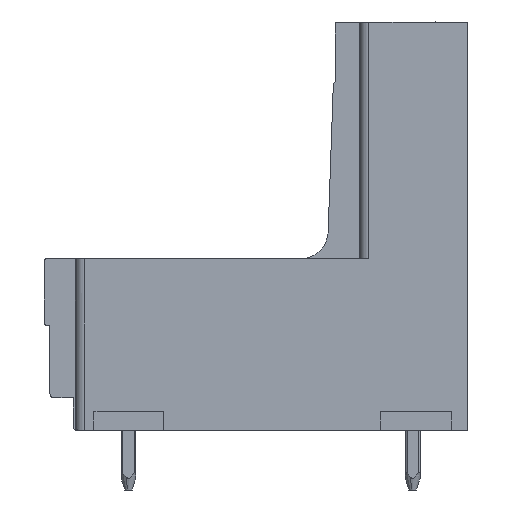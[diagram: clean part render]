
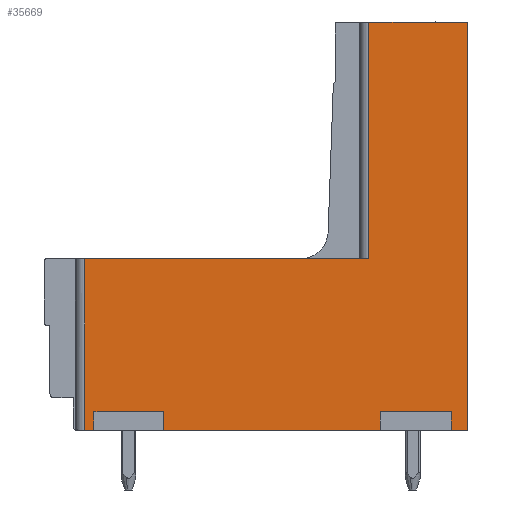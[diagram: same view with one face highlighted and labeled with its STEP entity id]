
A CAD part, left-side view. The second image highlights one B-rep face of the part: STEP entity #35669.
In plain terms, the highlighted planar face has unit normal (-1, 0, 0).
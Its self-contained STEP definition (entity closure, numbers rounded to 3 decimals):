
#35608=AXIS2_PLACEMENT_3D('Plane Axis2P3D',#35605,#35606,#35607) ;
#194=CARTESIAN_POINT('Vertex',(0.,0.,3.2)) ;
#197=CARTESIAN_POINT('Line Origine',(0.,0.435,3.2)) ;
#201=CARTESIAN_POINT('Vertex',(0.,0.87,3.2)) ;
#250=CARTESIAN_POINT('Vertex',(0.,4.69,3.2)) ;
#253=CARTESIAN_POINT('Line Origine',(0.,10.495,3.2)) ;
#257=CARTESIAN_POINT('Vertex',(0.,16.3,3.2)) ;
#278=CARTESIAN_POINT('Vertex',(0.,20.04,3.2)) ;
#281=CARTESIAN_POINT('Line Origine',(0.,20.29,3.2)) ;
#285=CARTESIAN_POINT('Vertex',(0.,20.54,3.2)) ;
#31064=CARTESIAN_POINT('Vertex',(0.,5.3,25.1)) ;
#31067=CARTESIAN_POINT('Line Origine',(0.,2.65,25.1)) ;
#31071=CARTESIAN_POINT('Vertex',(0.,0.,25.1)) ;
#34908=CARTESIAN_POINT('Line Origine',(0.,0.,14.15)) ;
#35525=CARTESIAN_POINT('Line Origine',(0.,20.54,14.15)) ;
#35529=CARTESIAN_POINT('Vertex',(0.,20.54,12.4)) ;
#35590=CARTESIAN_POINT('Vertex',(0.,5.3,12.4)) ;
#35593=CARTESIAN_POINT('Line Origine',(0.,5.3,14.15)) ;
#35605=CARTESIAN_POINT('Axis2P3D Location',(0.,0.,0.)) ;
#35610=CARTESIAN_POINT('Line Origine',(0.,12.92,12.4)) ;
#35615=CARTESIAN_POINT('Line Origine',(0.,20.04,3.7)) ;
#35619=CARTESIAN_POINT('Vertex',(0.,20.04,4.2)) ;
#35622=CARTESIAN_POINT('Line Origine',(0.,18.17,4.2)) ;
#35626=CARTESIAN_POINT('Vertex',(0.,16.3,4.2)) ;
#35629=CARTESIAN_POINT('Line Origine',(0.,16.3,3.7)) ;
#35634=CARTESIAN_POINT('Line Origine',(0.,4.69,3.7)) ;
#35638=CARTESIAN_POINT('Vertex',(0.,4.69,4.2)) ;
#35641=CARTESIAN_POINT('Line Origine',(0.,2.78,4.2)) ;
#35645=CARTESIAN_POINT('Vertex',(0.,0.87,4.2)) ;
#35648=CARTESIAN_POINT('Line Origine',(0.,0.87,3.7)) ;
#198=DIRECTION('Vector Direction',(0.,1.,0.)) ;
#254=DIRECTION('Vector Direction',(0.,1.,0.)) ;
#282=DIRECTION('Vector Direction',(0.,1.,0.)) ;
#31068=DIRECTION('Vector Direction',(0.,-1.,0.)) ;
#34909=DIRECTION('Vector Direction',(0.,0.,-1.)) ;
#35526=DIRECTION('Vector Direction',(0.,0.,1.)) ;
#35594=DIRECTION('Vector Direction',(0.,0.,1.)) ;
#35606=DIRECTION('Axis2P3D Direction',(-1.,0.,0.)) ;
#35607=DIRECTION('Axis2P3D XDirection',(0.,0.,1.)) ;
#35611=DIRECTION('Vector Direction',(0.,-1.,0.)) ;
#35616=DIRECTION('Vector Direction',(0.,0.,-1.)) ;
#35623=DIRECTION('Vector Direction',(0.,-1.,0.)) ;
#35630=DIRECTION('Vector Direction',(0.,0.,1.)) ;
#35635=DIRECTION('Vector Direction',(0.,0.,-1.)) ;
#35642=DIRECTION('Vector Direction',(0.,-1.,0.)) ;
#35649=DIRECTION('Vector Direction',(0.,0.,1.)) ;
#199=VECTOR('Line Direction',#198,1.) ;
#255=VECTOR('Line Direction',#254,1.) ;
#283=VECTOR('Line Direction',#282,1.) ;
#31069=VECTOR('Line Direction',#31068,1.) ;
#34910=VECTOR('Line Direction',#34909,1.) ;
#35527=VECTOR('Line Direction',#35526,1.) ;
#35595=VECTOR('Line Direction',#35594,1.) ;
#35612=VECTOR('Line Direction',#35611,1.) ;
#35617=VECTOR('Line Direction',#35616,1.) ;
#35624=VECTOR('Line Direction',#35623,1.) ;
#35631=VECTOR('Line Direction',#35630,1.) ;
#35636=VECTOR('Line Direction',#35635,1.) ;
#35643=VECTOR('Line Direction',#35642,1.) ;
#35650=VECTOR('Line Direction',#35649,1.) ;
#35654=ORIENTED_EDGE('',*,*,#35614,.F.) ;
#35655=ORIENTED_EDGE('',*,*,#35531,.T.) ;
#35656=ORIENTED_EDGE('',*,*,#287,.T.) ;
#35657=ORIENTED_EDGE('',*,*,#35621,.T.) ;
#35658=ORIENTED_EDGE('',*,*,#35628,.T.) ;
#35659=ORIENTED_EDGE('',*,*,#35633,.T.) ;
#35660=ORIENTED_EDGE('',*,*,#259,.T.) ;
#35661=ORIENTED_EDGE('',*,*,#35640,.T.) ;
#35662=ORIENTED_EDGE('',*,*,#35647,.T.) ;
#35663=ORIENTED_EDGE('',*,*,#35652,.T.) ;
#35664=ORIENTED_EDGE('',*,*,#203,.T.) ;
#35665=ORIENTED_EDGE('',*,*,#34912,.T.) ;
#35666=ORIENTED_EDGE('',*,*,#31073,.T.) ;
#35667=ORIENTED_EDGE('',*,*,#35597,.T.) ;
#35669=ADVANCED_FACE('HOUSING',(#35668),#35609,.T.) ;
#203=EDGE_CURVE('',#202,#195,#200,.F.) ;
#259=EDGE_CURVE('',#258,#251,#256,.F.) ;
#287=EDGE_CURVE('',#286,#279,#284,.F.) ;
#31073=EDGE_CURVE('',#31072,#31065,#31070,.F.) ;
#34912=EDGE_CURVE('',#195,#31072,#34911,.F.) ;
#35531=EDGE_CURVE('',#35530,#286,#35528,.F.) ;
#35597=EDGE_CURVE('',#31065,#35591,#35596,.F.) ;
#35614=EDGE_CURVE('',#35530,#35591,#35613,.T.) ;
#35621=EDGE_CURVE('',#279,#35620,#35618,.F.) ;
#35628=EDGE_CURVE('',#35620,#35627,#35625,.T.) ;
#35633=EDGE_CURVE('',#35627,#258,#35632,.F.) ;
#35640=EDGE_CURVE('',#251,#35639,#35637,.F.) ;
#35647=EDGE_CURVE('',#35639,#35646,#35644,.T.) ;
#35652=EDGE_CURVE('',#35646,#202,#35651,.F.) ;
#35653=EDGE_LOOP('',(#35654,#35655,#35656,#35657,#35658,#35659,#35660,#35661,#35662,#35663,#35664,#35665,#35666,#35667)) ;
#35668=FACE_OUTER_BOUND('',#35653,.T.) ;
#200=LINE('Line',#197,#199) ;
#256=LINE('Line',#253,#255) ;
#284=LINE('Line',#281,#283) ;
#31070=LINE('Line',#31067,#31069) ;
#34911=LINE('Line',#34908,#34910) ;
#35528=LINE('Line',#35525,#35527) ;
#35596=LINE('Line',#35593,#35595) ;
#35613=LINE('Line',#35610,#35612) ;
#35618=LINE('Line',#35615,#35617) ;
#35625=LINE('Line',#35622,#35624) ;
#35632=LINE('Line',#35629,#35631) ;
#35637=LINE('Line',#35634,#35636) ;
#35644=LINE('Line',#35641,#35643) ;
#35651=LINE('Line',#35648,#35650) ;
#35609=PLANE('',#35608) ;
#195=VERTEX_POINT('',#194) ;
#202=VERTEX_POINT('',#201) ;
#251=VERTEX_POINT('',#250) ;
#258=VERTEX_POINT('',#257) ;
#279=VERTEX_POINT('',#278) ;
#286=VERTEX_POINT('',#285) ;
#31065=VERTEX_POINT('',#31064) ;
#31072=VERTEX_POINT('',#31071) ;
#35530=VERTEX_POINT('',#35529) ;
#35591=VERTEX_POINT('',#35590) ;
#35620=VERTEX_POINT('',#35619) ;
#35627=VERTEX_POINT('',#35626) ;
#35639=VERTEX_POINT('',#35638) ;
#35646=VERTEX_POINT('',#35645) ;
